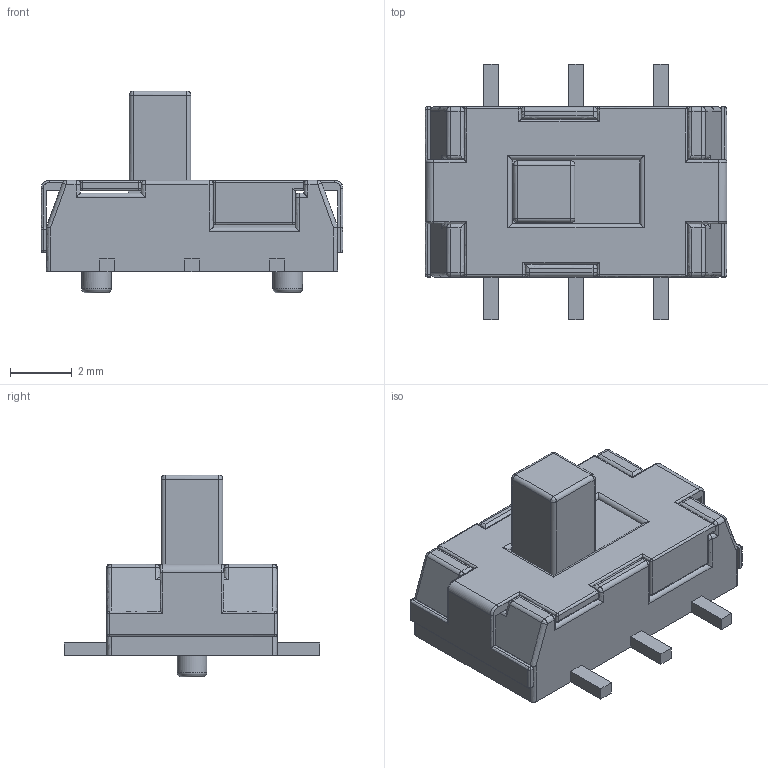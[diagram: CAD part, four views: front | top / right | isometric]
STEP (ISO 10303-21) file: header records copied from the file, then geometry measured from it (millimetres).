
FILE_DESCRIPTION(('FreeCAD Model'),'2;1');
FILE_NAME('Open CASCADE Shape Model','2025-05-08T05:32:47',('FreeCAD'),( 'FreeCAD'),'Open CASCADE STEP processor 7.6','FreeCAD','Unknown');
FILE_SCHEMA(('AUTOMOTIVE_DESIGN { 1 0 10303 214 1 1 1 1 }'));
Length unit declared in the file: millimetre
Products named in the file (1): Open CASCADE STEP translator 7.6 1
Bounding box: 9.77 x 8.26 x 6.54 mm (x, y, z)
Volume: 163.1 mm3; surface area: 378.3 mm2
Topology: 11 solids, 11 shells, 309 faces, 677 edges, 391 vertices
Faces by surface type: bspline 309
Entity records: 7765 total; most frequent: CARTESIAN_POINT 3796, ORIENTED_EDGE 1354, EDGE_CURVE 677, B_SPLINE_CURVE_WITH_KNOTS 448, VERTEX_POINT 391, FACE_BOUND 312, EDGE_LOOP 312, ADVANCED_FACE 309
